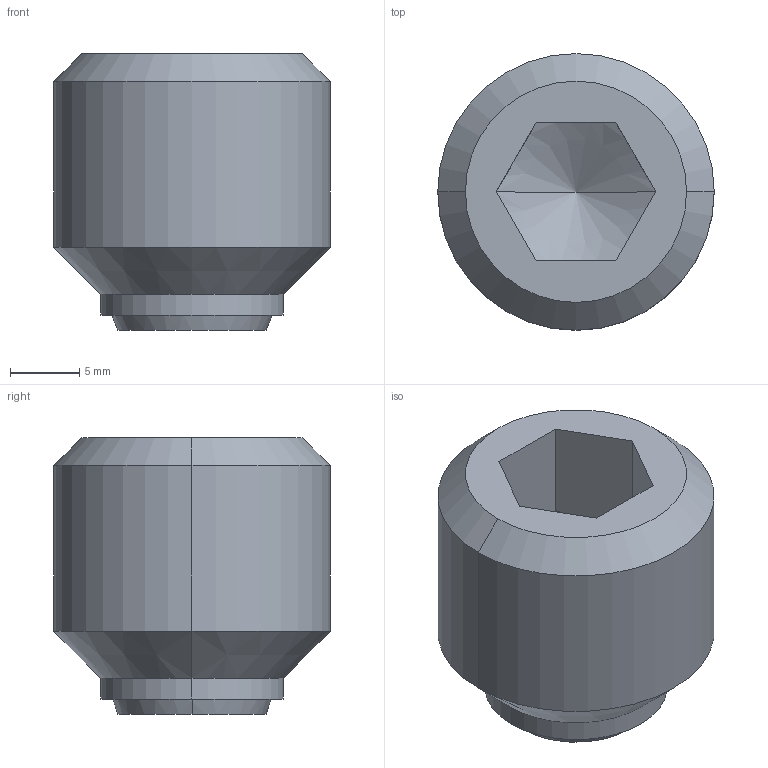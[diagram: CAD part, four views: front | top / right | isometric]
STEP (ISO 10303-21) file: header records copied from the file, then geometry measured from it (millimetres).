
FILE_DESCRIPTION(('STEP AP214'),'1');
FILE_NAME(' ',' ',('TraceParts'),('TraceParts S.A.'),'XStep 1.0',' ',' ');
FILE_SCHEMA(('automotive_design'));
Length unit declared in the file: millimetre
Products named in the file (2): 1; 2
Bounding box: 20 x 20 x 20 mm (x, y, z)
Volume: 5232.7 mm3; surface area: 2256 mm2
Topology: 2 solids, 2 shells, 21 faces, 46 edges, 26 vertices
Faces by surface type: plane 9, cone 6, cylinder 4, sphere 2
Entity records: 1091 total; most frequent: CARTESIAN_POINT 103, DIRECTION 96, STYLED_ITEM 91, PRESENTATION_STYLE_ASSIGNMENT 91, COLOUR_RGB 91, ORIENTED_EDGE 84, EDGE_CURVE 42, CURVE_STYLE 42
